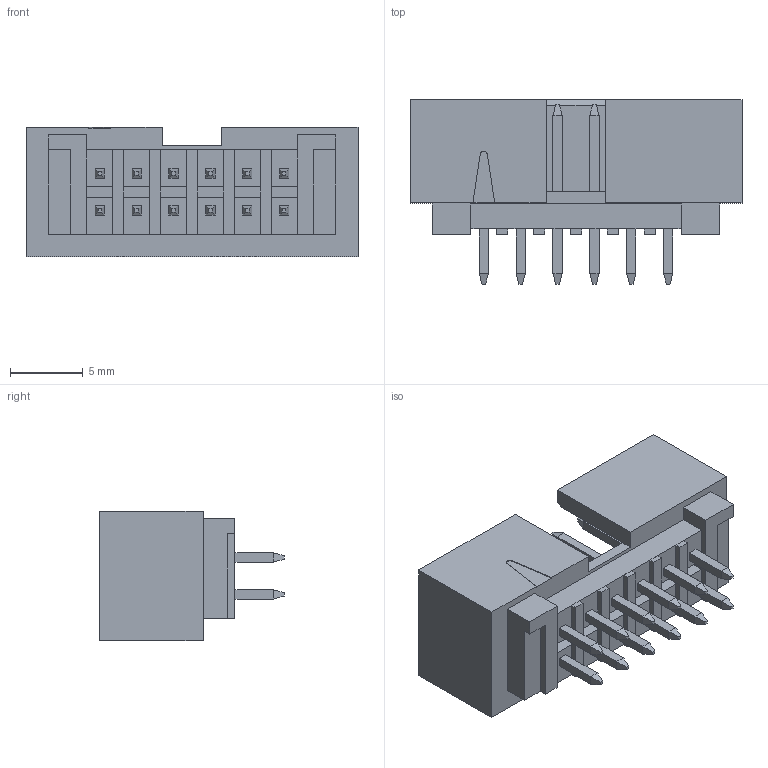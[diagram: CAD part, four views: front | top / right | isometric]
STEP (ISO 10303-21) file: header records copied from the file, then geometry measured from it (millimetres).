
FILE_DESCRIPTION(('STEP AP242'),'1');
FILE_NAME('0702461201.stp','2025-01-12T11:21:49',('TraceParts'),('TraceParts S.A.'),'Spatial InterOp 3D',' ',' ');
FILE_SCHEMA(('AP242_MANAGED_MODEL_BASED_3D_ENGINEERING_MIM_LF {1 0 10303 442 1 1 4}'));
Length unit declared in the file: millimetre
Products named in the file (1): 0702461201_1
Bounding box: 22.86 x 12.7 x 8.89 mm (x, y, z)
Volume: 848.6 mm3; surface area: 1597.9 mm2
Topology: 1 solids, 1 shells, 306 faces, 763 edges, 498 vertices
Faces by surface type: plane 301, cylinder 5
Entity records: 8823 total; most frequent: CARTESIAN_POINT 1561, ORIENTED_EDGE 1478, DIRECTION 1401, EDGE_CURVE 739, LINE 725, VECTOR 725, VERTEX_POINT 450, AXIS2_PLACEMENT_3D 338
